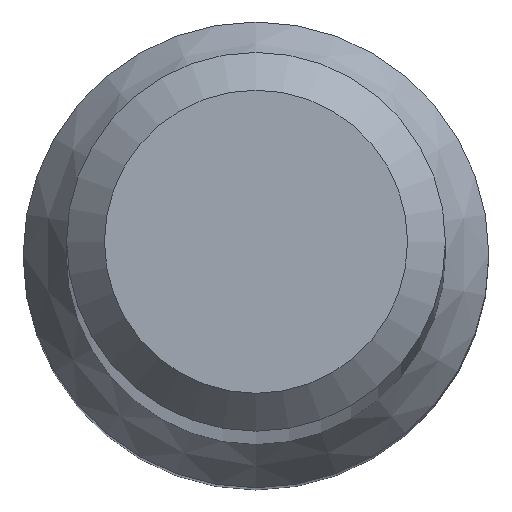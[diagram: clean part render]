
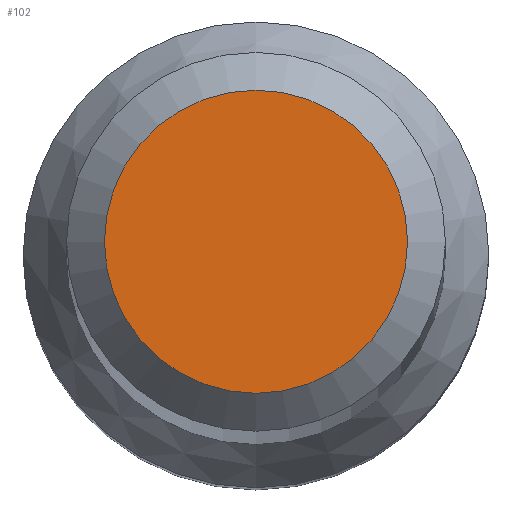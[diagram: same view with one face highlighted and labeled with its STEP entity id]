
A CAD part, top view. The second image highlights one B-rep face of the part: STEP entity #102.
In plain terms, the highlighted planar face has unit normal (0, 0, 1).
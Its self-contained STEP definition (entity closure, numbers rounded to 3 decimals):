
#10 = CARTESIAN_POINT ( 'NONE',  ( 0., 0., 70. ) ) ;
#45 = DIRECTION ( 'NONE',  ( 0., 0., -1. ) ) ;
#75 = AXIS2_PLACEMENT_3D ( 'NONE', #10, #242, #199 ) ;
#89 = CIRCLE ( 'NONE', #100, 1.2 ) ;
#100 = AXIS2_PLACEMENT_3D ( 'NONE', #109, #45, #135 ) ;
#102 = ADVANCED_FACE ( 'NONE', ( #181 ), #185, .T. ) ;
#105 = EDGE_LOOP ( 'NONE', ( #232 ) ) ;
#109 = CARTESIAN_POINT ( 'NONE',  ( 0., 0., 70. ) ) ;
#135 = DIRECTION ( 'NONE',  ( 0., 1., 0. ) ) ;
#174 = VERTEX_POINT ( 'NONE', #221 ) ;
#181 = FACE_OUTER_BOUND ( 'NONE', #105, .T. ) ;
#185 = PLANE ( 'NONE',  #75 ) ;
#199 = DIRECTION ( 'NONE',  ( 0., -1., 0. ) ) ;
#221 = CARTESIAN_POINT ( 'NONE',  ( 0., 1.2, 70. ) ) ;
#225 = EDGE_CURVE ( 'NONE', #174, #174, #89, .T. ) ;
#232 = ORIENTED_EDGE ( 'NONE', *, *, #225, .F. ) ;
#242 = DIRECTION ( 'NONE',  ( 0., 0., 1. ) ) ;
